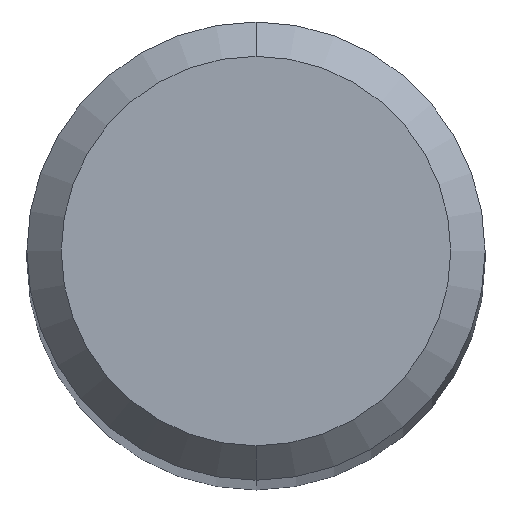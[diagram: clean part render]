
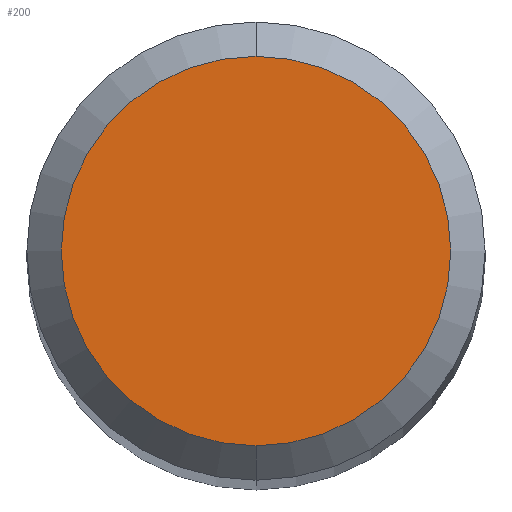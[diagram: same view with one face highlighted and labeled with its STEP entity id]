
A CAD part, top view. The second image highlights one B-rep face of the part: STEP entity #200.
In plain terms, the highlighted planar face has unit normal (0, 0, 1).
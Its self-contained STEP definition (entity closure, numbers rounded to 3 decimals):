
#200=ADVANCED_FACE('',(#486),#487,.T.);
#204=EDGE_CURVE('',#298,#302,#491,.T.);
#298=VERTEX_POINT('',#599);
#302=VERTEX_POINT('',#603);
#384=EDGE_CURVE('',#302,#298,#693,.T.);
#486=FACE_OUTER_BOUND('',#852,.T.);
#487=PLANE('',#853);
#491=CIRCLE('',#858,1.7);
#599=CARTESIAN_POINT('',(0.0,1.7,0.));
#603=CARTESIAN_POINT('',(0.,-1.7,0.));
#693=CIRCLE('',#1264,1.7);
#852=EDGE_LOOP('',(#1385,#1386));
#853=AXIS2_PLACEMENT_3D('',#1387,#1388,#1389);
#858=AXIS2_PLACEMENT_3D('',#1390,#1391,#1392);
#1264=AXIS2_PLACEMENT_3D('',#1620,#1621,#1622);
#1385=ORIENTED_EDGE('',*,*,#204,.F.);
#1386=ORIENTED_EDGE('',*,*,#384,.F.);
#1387=CARTESIAN_POINT('',(0.0,0.85,0.));
#1388=DIRECTION('',(-0.0,0.0,1.0));
#1389=DIRECTION('',(0.0,-1.0,0.0));
#1390=CARTESIAN_POINT('',(0.0,0.0,0.));
#1391=DIRECTION('',(0.0,0.0,-1.0));
#1392=DIRECTION('',(0.0,1.0,0.0));
#1620=CARTESIAN_POINT('',(0.0,0.0,0.));
#1621=DIRECTION('',(0.0,0.0,-1.0));
#1622=DIRECTION('',(0.0,1.0,0.0));
